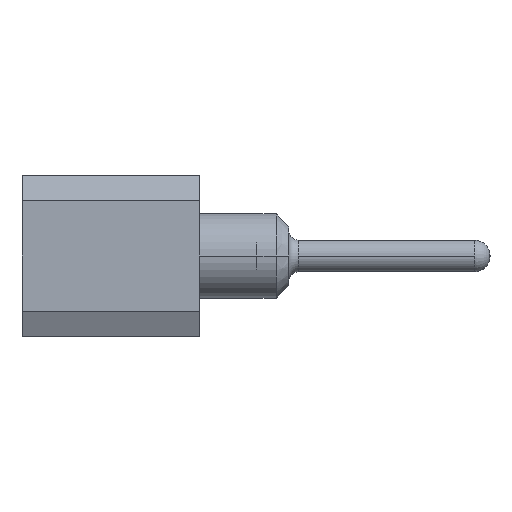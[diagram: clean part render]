
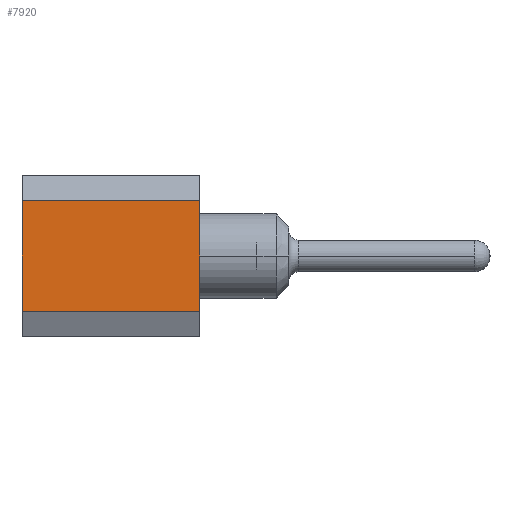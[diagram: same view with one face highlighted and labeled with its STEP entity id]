
A CAD part, left-side view. The second image highlights one B-rep face of the part: STEP entity #7920.
In plain terms, the highlighted planar face has unit normal (-1, 0, 0).
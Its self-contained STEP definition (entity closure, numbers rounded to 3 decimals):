
#892 = VECTOR ( 'NONE', #14106, 1000. ) ;
#946 = DIRECTION ( 'NONE',  ( 0., 0., -1. ) ) ;
#1086 = EDGE_CURVE ( 'NONE', #12879, #11231, #15669, .T. ) ;
#2206 = CARTESIAN_POINT ( 'NONE',  ( -15.24, 0., 0.87 ) ) ;
#2267 = EDGE_CURVE ( 'NONE', #9834, #13307, #2392, .T. ) ;
#2392 = LINE ( 'NONE', #8999, #892 ) ;
#2536 = CARTESIAN_POINT ( 'NONE',  ( -15.24, 2.8, 0.87 ) ) ;
#3264 = CARTESIAN_POINT ( 'NONE',  ( -15.24, 0., 0.87 ) ) ;
#3692 = DIRECTION ( 'NONE',  ( -1., 0., 0. ) ) ;
#4695 = VECTOR ( 'NONE', #7615, 1000. ) ;
#5021 = EDGE_CURVE ( 'NONE', #11231, #13307, #9657, .T. ) ;
#5149 = AXIS2_PLACEMENT_3D ( 'NONE', #14374, #3692, #11747 ) ;
#5651 = ORIENTED_EDGE ( 'NONE', *, *, #1086, .T. ) ;
#7615 = DIRECTION ( 'NONE',  ( 0., 1., 0. ) ) ;
#7920 = ADVANCED_FACE ( 'NONE', ( #11580 ), #10123, .T. ) ;
#8226 = CARTESIAN_POINT ( 'NONE',  ( -15.24, 2.8, 0.87 ) ) ;
#8653 = LINE ( 'NONE', #2206, #12002 ) ;
#8999 = CARTESIAN_POINT ( 'NONE',  ( -15.24, 0., -0.87 ) ) ;
#9138 = CARTESIAN_POINT ( 'NONE',  ( -15.24, 0., 0.87 ) ) ;
#9525 = ORIENTED_EDGE ( 'NONE', *, *, #14727, .F. ) ;
#9657 = LINE ( 'NONE', #8226, #14797 ) ;
#9834 = VERTEX_POINT ( 'NONE', #14193 ) ;
#9887 = EDGE_LOOP ( 'NONE', ( #12299, #13320, #9525, #5651 ) ) ;
#10123 = PLANE ( 'NONE',  #5149 ) ;
#11231 = VERTEX_POINT ( 'NONE', #2536 ) ;
#11580 = FACE_OUTER_BOUND ( 'NONE', #9887, .T. ) ;
#11747 = DIRECTION ( 'NONE',  ( 0., 0., 1. ) ) ;
#12002 = VECTOR ( 'NONE', #946, 1000. ) ;
#12299 = ORIENTED_EDGE ( 'NONE', *, *, #5021, .T. ) ;
#12584 = CARTESIAN_POINT ( 'NONE',  ( -15.24, 2.8, -0.87 ) ) ;
#12879 = VERTEX_POINT ( 'NONE', #3264 ) ;
#13307 = VERTEX_POINT ( 'NONE', #12584 ) ;
#13320 = ORIENTED_EDGE ( 'NONE', *, *, #2267, .F. ) ;
#14106 = DIRECTION ( 'NONE',  ( 0., 1., 0. ) ) ;
#14193 = CARTESIAN_POINT ( 'NONE',  ( -15.24, 0., -0.87 ) ) ;
#14374 = CARTESIAN_POINT ( 'NONE',  ( -15.24, 0., 0. ) ) ;
#14727 = EDGE_CURVE ( 'NONE', #12879, #9834, #8653, .T. ) ;
#14797 = VECTOR ( 'NONE', #14837, 1000. ) ;
#14837 = DIRECTION ( 'NONE',  ( 0., 0., -1. ) ) ;
#15669 = LINE ( 'NONE', #9138, #4695 ) ;
